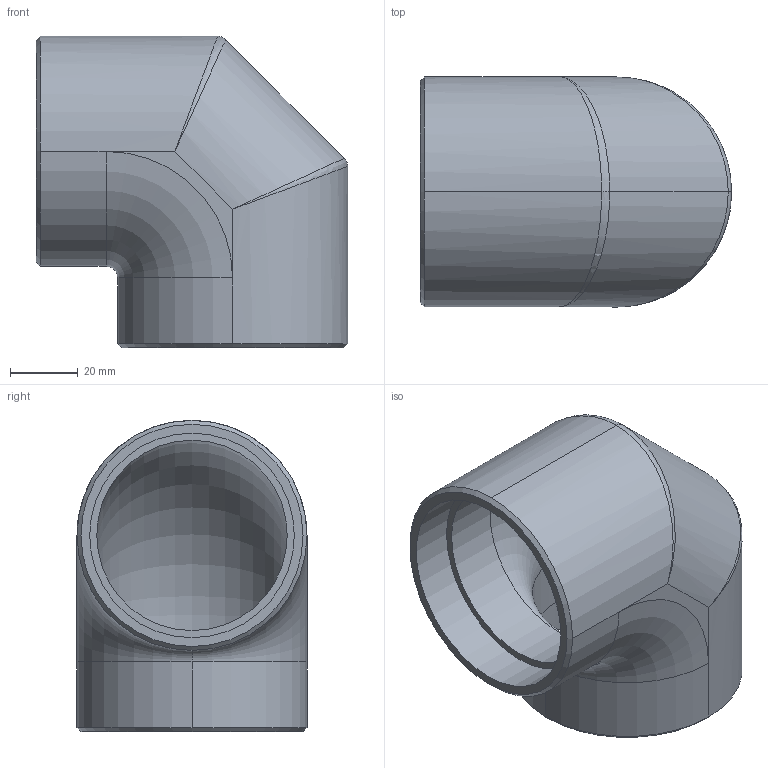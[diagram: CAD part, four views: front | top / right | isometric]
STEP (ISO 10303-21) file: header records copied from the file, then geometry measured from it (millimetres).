
FILE_DESCRIPTION (( 'STEP AP214' ), '1' );
FILE_NAME ('12-0222-15_OSTP.step', '2020-11-14T15:24:54', ( '' ), ( '' ), 'SwSTEP 2.0', 'SolidWorks 2010', '' );
FILE_SCHEMA (( 'AUTOMOTIVE_DESIGN' ));
Length unit declared in the file: millimetre
Products named in the file (1): 12-0222-15_OSTP
Bounding box: 92 x 68 x 92 mm (x, y, z)
Volume: 118975.3 mm3; surface area: 43112.6 mm2
Topology: 1 solids, 1 shells, 29 faces, 62 edges, 33 vertices
Faces by surface type: cylinder 14, plane 6, bspline 4, torus 3, cone 2
Full cylindrical faces by diameter (mm): 56.3 x2, 60.5 x2
Entity records: 933 total; most frequent: CARTESIAN_POINT 348, DIRECTION 121, ORIENTED_EDGE 100, AXIS2_PLACEMENT_3D 53, EDGE_CURVE 50, EDGE_LOOP 40, FACE_OUTER_BOUND 34, VERTEX_POINT 32
